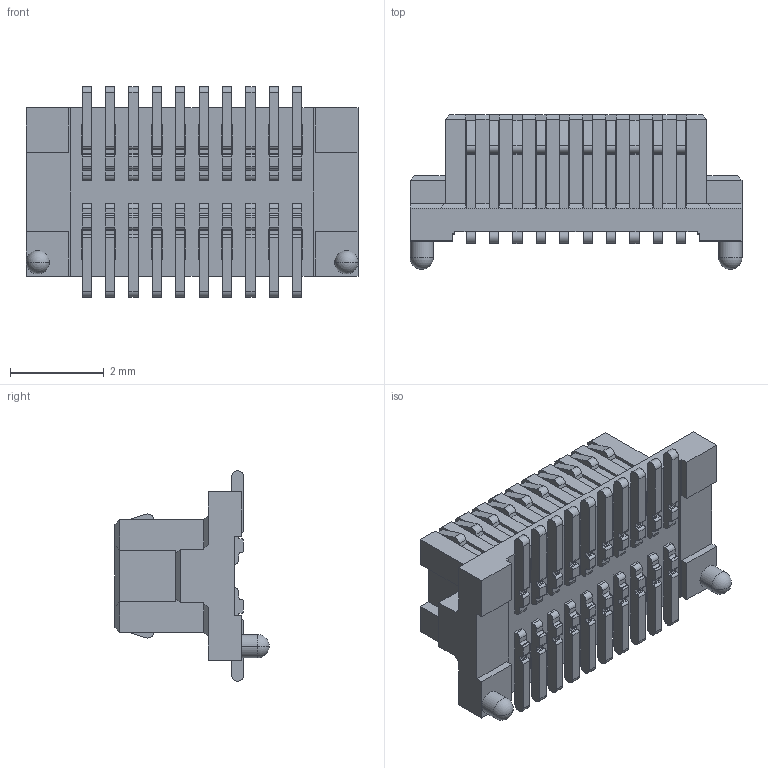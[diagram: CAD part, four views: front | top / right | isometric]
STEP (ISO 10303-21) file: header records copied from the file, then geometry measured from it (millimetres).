
FILE_DESCRIPTION((''),'2;1');
FILE_NAME('FBB05008-M30-H28','2025-08-06T',('工程三'),(''),'PRO/ENGINEER BY PARAMETRIC TECHNOLOGY CORPORATION, 2010280','PRO/ENGINEER BY PARAMETRIC TECHNOLOGY CORPORATION, 2010280','');
FILE_SCHEMA(('CONFIG_CONTROL_DESIGN'));
Length unit declared in the file: millimetre
Products named in the file (1): FBB05008-M30-H28
Bounding box: 7.1 x 3.3 x 4.5 mm (x, y, z)
Volume: 40.9 mm3; surface area: 215.4 mm2
Topology: 1 solids, 1 shells, 758 faces, 2402 edges, 1562 vertices
Faces by surface type: plane 570, cylinder 184, sphere 4
Entity records: 26392 total; most frequent: ORIENTED_EDGE 4796, CARTESIAN_POINT 4718, DIRECTION 4286, EDGE_CURVE 2398, VECTOR 2026, LINE 2026, VERTEX_POINT 1562, AXIS2_PLACEMENT_3D 1130
